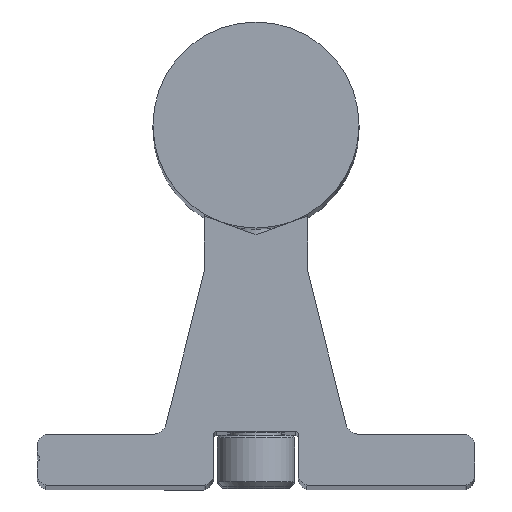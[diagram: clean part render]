
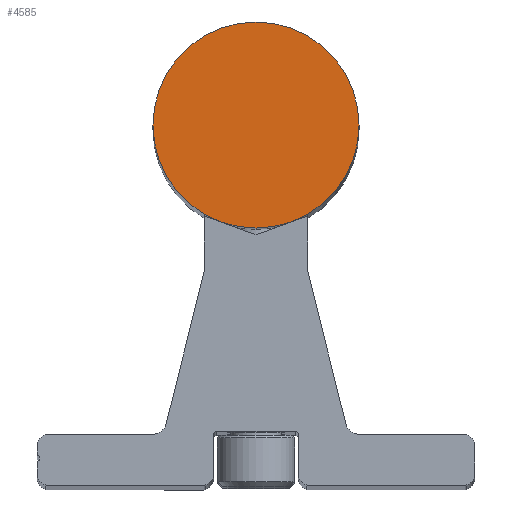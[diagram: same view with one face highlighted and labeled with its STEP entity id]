
A CAD part, top view. The second image highlights one B-rep face of the part: STEP entity #4585.
In plain terms, the highlighted planar face has unit normal (0, 0, 1).
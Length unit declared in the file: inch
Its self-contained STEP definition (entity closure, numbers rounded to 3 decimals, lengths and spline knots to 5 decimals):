
#21 = VERTEX_POINT ( 'NONE', #3940 ) ;
#120 = CARTESIAN_POINT ( 'NONE',  ( 0., 1.75, 0. ) ) ;
#300 = ORIENTED_EDGE ( 'NONE', *, *, #5176, .T. ) ;
#308 = AXIS2_PLACEMENT_3D ( 'NONE', #4555, #412, #4651 ) ;
#407 = DIRECTION ( 'NONE',  ( 0., 0., 1. ) ) ;
#412 = DIRECTION ( 'NONE',  ( 0., 0., 1. ) ) ;
#1051 = FACE_OUTER_BOUND ( 'NONE', #2338, .T. ) ;
#1145 = PLANE ( 'NONE',  #3108 ) ;
#1609 = ORIENTED_EDGE ( 'NONE', *, *, #5464, .T. ) ;
#2338 = EDGE_LOOP ( 'NONE', ( #300, #1609 ) ) ;
#2944 = CIRCLE ( 'NONE', #308, 0.5 ) ;
#3108 = AXIS2_PLACEMENT_3D ( 'NONE', #120, #5851, #3865 ) ;
#3626 = DIRECTION ( 'NONE',  ( 1., 0., 0. ) ) ;
#3865 = DIRECTION ( 'NONE',  ( 1., 0., 0. ) ) ;
#3940 = CARTESIAN_POINT ( 'NONE',  ( 0.5, 1.75, 0. ) ) ;
#4555 = CARTESIAN_POINT ( 'NONE',  ( 0., 1.75, 0. ) ) ;
#4585 = ADVANCED_FACE ( 'NONE', ( #1051 ), #1145, .T. ) ;
#4651 = DIRECTION ( 'NONE',  ( 1., 0., 0. ) ) ;
#4831 = AXIS2_PLACEMENT_3D ( 'NONE', #5069, #407, #3626 ) ;
#5069 = CARTESIAN_POINT ( 'NONE',  ( 0., 1.75, 0. ) ) ;
#5176 = EDGE_CURVE ( 'NONE', #21, #5841, #2944, .T. ) ;
#5327 = CARTESIAN_POINT ( 'NONE',  ( -0.5, 1.75, 0. ) ) ;
#5464 = EDGE_CURVE ( 'NONE', #5841, #21, #5619, .T. ) ;
#5619 = CIRCLE ( 'NONE', #4831, 0.5 ) ;
#5841 = VERTEX_POINT ( 'NONE', #5327 ) ;
#5851 = DIRECTION ( 'NONE',  ( 0., 0., 1. ) ) ;
